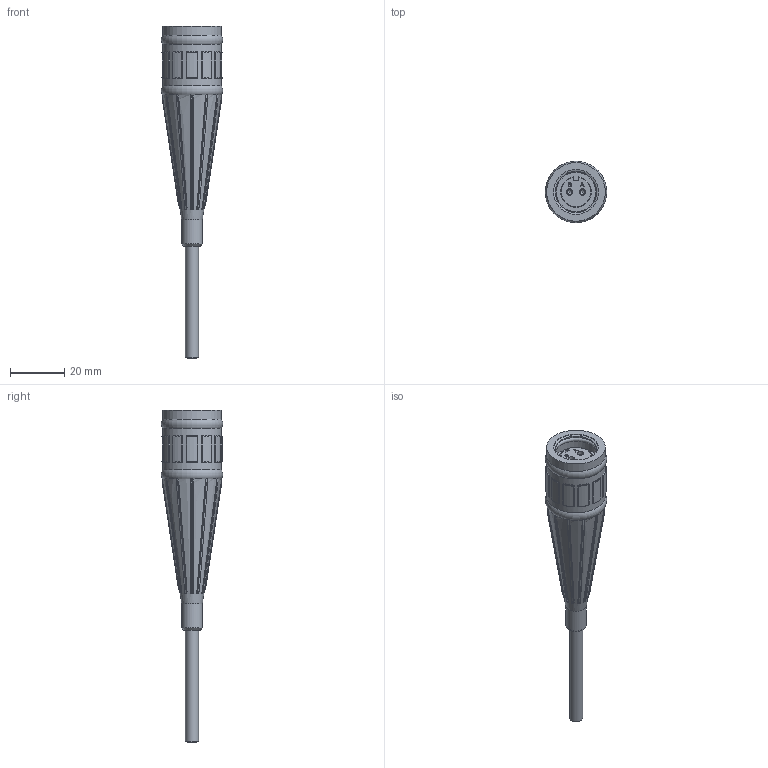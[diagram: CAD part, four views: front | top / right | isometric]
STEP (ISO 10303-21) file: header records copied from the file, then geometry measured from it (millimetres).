
FILE_DESCRIPTION(/* description */ (''),/* implementation_level */ '2;1');
FILE_NAME(/* name */ 'V2N.stp',/* time_stamp */ '2017-05-04T15:46:07-04:00',/* author */ ('aneininger'),/* organization */ (''),/* preprocessor_version */ 'ST-DEVELOPER v16.5',/* originating_system */ 'Autodesk Inventor 2017',/* authorisation */ '');
FILE_SCHEMA (('AUTOMOTIVE_DESIGN { 1 0 10303 214 3 1 1 }'));
Length unit declared in the file: inch
Products named in the file (1): V2N
Bounding box: 22.6 x 22.6 x 122.26 mm (x, y, z)
Volume: 16885.1 mm3; surface area: 8074.5 mm2
Topology: 1 solids, 1 shells, 840 faces, 1844 edges, 1093 vertices
Faces by surface type: cylinder 289, plane 254, bspline 181, torus 57, sphere 48, cone 11
Full cylindrical faces by diameter (mm): 0.127 x19, 0.203 x38, 1.016 x2, 1.727 x2, 2.286 x2, 2.565 x2, 3.251 x1, 3.581 x1, 4.826 x1, 7.62 x1, 12.649 x1, 14.605 x1, 14.986 x1, 15.24 x1, 15.748 x1, 16.51 x3, 17.272 x1, 21.59 x2
Entity records: 28181 total; most frequent: CARTESIAN_POINT 9955, DIRECTION 3549, ORIENTED_EDGE 3462, EDGE_CURVE 1728, AXIS2_PLACEMENT_3D 1514, VERTEX_POINT 1079, EDGE_LOOP 1033, FACE_OUTER_BOUND 840
